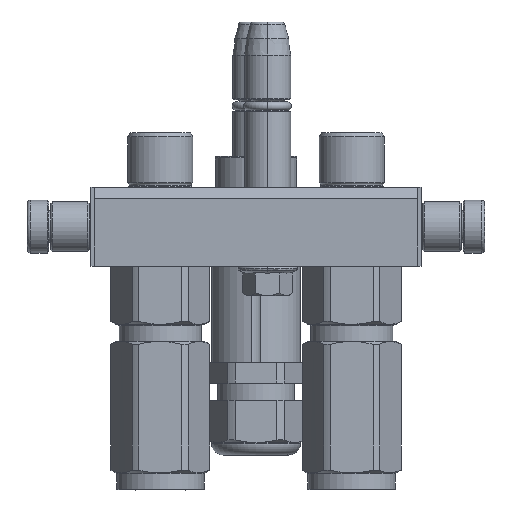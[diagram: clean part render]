
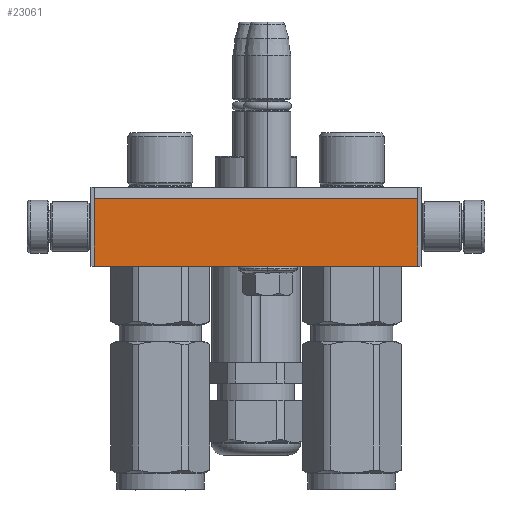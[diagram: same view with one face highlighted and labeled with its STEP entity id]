
A CAD part, left-side view. The second image highlights one B-rep face of the part: STEP entity #23061.
In plain terms, the highlighted face is planar.
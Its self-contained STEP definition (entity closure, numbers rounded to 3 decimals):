
#920 = CARTESIAN_POINT ( 'NONE',  ( -20., 3.464, 24. ) ) ;
#1330 = VECTOR ( 'NONE', #2105, 1000. ) ;
#2105 = DIRECTION ( 'NONE',  ( 0., 1., 0. ) ) ;
#2741 = AXIS2_PLACEMENT_3D ( 'NONE', #8280, #3864, #22494 ) ;
#3822 = LINE ( 'NONE', #8218, #41111 ) ;
#3864 = DIRECTION ( 'NONE',  ( 0., 0., 1. ) ) ;
#3970 = EDGE_CURVE ( 'NONE', #18938, #33423, #9307, .T. ) ;
#4015 = DIRECTION ( 'NONE',  ( 0., 1., 0. ) ) ;
#6655 = DIRECTION ( 'NONE',  ( 1., 0., 0. ) ) ;
#6857 = ORIENTED_EDGE ( 'NONE', *, *, #54595, .F. ) ;
#8218 = CARTESIAN_POINT ( 'NONE',  ( -20., 3.464, 24. ) ) ;
#8280 = CARTESIAN_POINT ( 'NONE',  ( -21., 0., 24. ) ) ;
#9307 = LINE ( 'NONE', #16073, #22903 ) ;
#10908 = VERTEX_POINT ( 'NONE', #920 ) ;
#16073 = CARTESIAN_POINT ( 'NONE',  ( -20., 24., 24. ) ) ;
#18164 = EDGE_LOOP ( 'NONE', ( #46769, #6857, #53113, #30777 ) ) ;
#18938 = VERTEX_POINT ( 'NONE', #32420 ) ;
#22494 = DIRECTION ( 'NONE',  ( 1., 0., 0. ) ) ;
#22903 = VECTOR ( 'NONE', #6655, 1000. ) ;
#23061 = ADVANCED_FACE ( 'NONE', ( #58052 ), #49322, .T. ) ;
#30777 = ORIENTED_EDGE ( 'NONE', *, *, #45288, .T. ) ;
#32420 = CARTESIAN_POINT ( 'NONE',  ( -20., 24., 24. ) ) ;
#33423 = VERTEX_POINT ( 'NONE', #55132 ) ;
#33598 = CARTESIAN_POINT ( 'NONE',  ( 78., 3.464, 24. ) ) ;
#35213 = VERTEX_POINT ( 'NONE', #46495 ) ;
#35886 = DIRECTION ( 'NONE',  ( 1., 0., 0. ) ) ;
#40160 = LINE ( 'NONE', #48655, #49461 ) ;
#41111 = VECTOR ( 'NONE', #4015, 1000. ) ;
#44660 = EDGE_CURVE ( 'NONE', #10908, #35213, #40160, .T. ) ;
#45288 = EDGE_CURVE ( 'NONE', #35213, #33423, #55669, .T. ) ;
#46495 = CARTESIAN_POINT ( 'NONE',  ( 78., 3.464, 24. ) ) ;
#46769 = ORIENTED_EDGE ( 'NONE', *, *, #3970, .F. ) ;
#48655 = CARTESIAN_POINT ( 'NONE',  ( -20., 3.464, 24. ) ) ;
#49322 = PLANE ( 'NONE',  #2741 ) ;
#49461 = VECTOR ( 'NONE', #35886, 1000. ) ;
#53113 = ORIENTED_EDGE ( 'NONE', *, *, #44660, .T. ) ;
#54595 = EDGE_CURVE ( 'NONE', #10908, #18938, #3822, .T. ) ;
#55132 = CARTESIAN_POINT ( 'NONE',  ( 78., 24., 24. ) ) ;
#55669 = LINE ( 'NONE', #33598, #1330 ) ;
#58052 = FACE_OUTER_BOUND ( 'NONE', #18164, .T. ) ;
